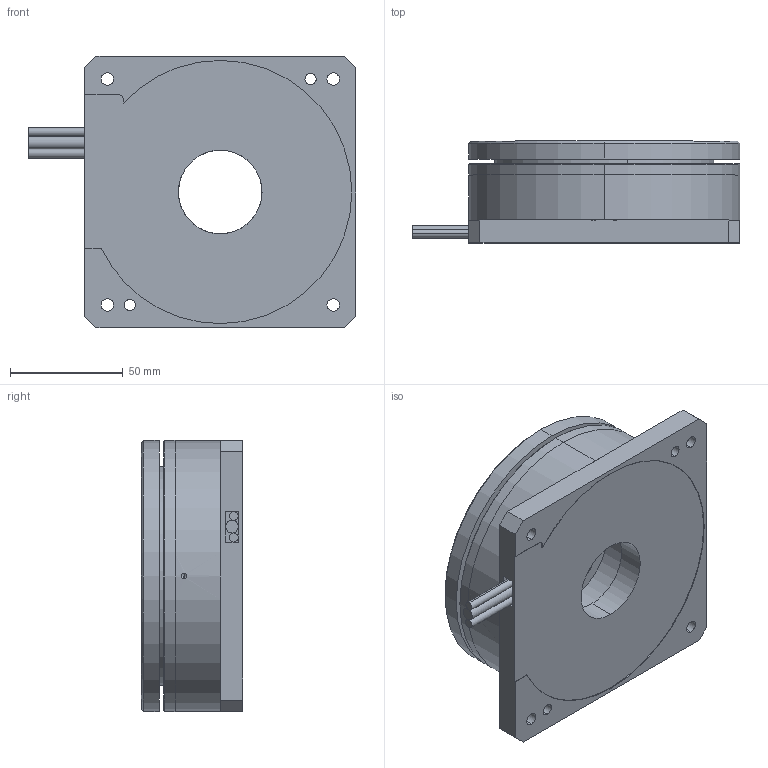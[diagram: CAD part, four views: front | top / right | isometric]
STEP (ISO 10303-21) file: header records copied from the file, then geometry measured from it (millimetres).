
FILE_DESCRIPTION (( 'STEP AP214' ), '1' );
FILE_NAME ('FMSR120HD.STEP', '2021-07-21T12:36:20', ( '' ), ( '' ), 'SwSTEP 2.0', 'SolidWorks 2017', '' );
FILE_SCHEMA (( 'AUTOMOTIVE_DESIGN' ));
Length unit declared in the file: millimetre
Products named in the file (1): FMSR120HD
Bounding box: 145 x 45 x 120 mm (x, y, z)
Volume: 454437.5 mm3; surface area: 112385.6 mm2
Topology: 4 solids, 4 shells, 482 faces, 1122 edges, 727 vertices
Faces by surface type: plane 218, cylinder 216, cone 48
Entity records: 19323 total; most frequent: DIRECTION 2554, CARTESIAN_POINT 2360, ORIENTED_EDGE 2232, EDGE_CURVE 1116, AXIS2_PLACEMENT_3D 957, VERTEX_POINT 727, LINE 640, VECTOR 640
